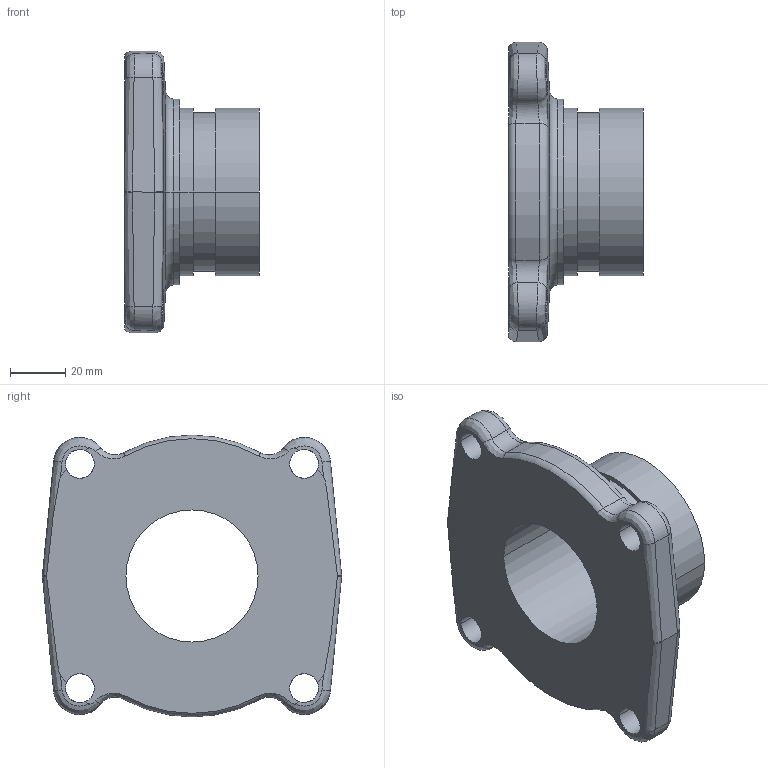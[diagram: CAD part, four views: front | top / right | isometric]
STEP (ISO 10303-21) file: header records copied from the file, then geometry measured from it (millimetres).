
FILE_DESCRIPTION((''),'2;1');
FILE_NAME('B18987_PRT','2006-12-13T',('work1'),(''),'PRO/ENGINEER BY PARAMETRIC TECHNOLOGY CORPORATION, 2005110','PRO/ENGINEER BY PARAMETRIC TECHNOLOGY CORPORATION, 2005110','');
FILE_SCHEMA(('CONFIG_CONTROL_DESIGN'));
Length unit declared in the file: inch
Products named in the file (1): B18987_PRT
Bounding box: 48.41 x 107.95 x 101.6 mm (x, y, z)
Volume: 147187.2 mm3; surface area: 35738.7 mm2
Topology: 1 solids, 1 shells, 81 faces, 202 edges, 122 vertices
Faces by surface type: bspline 32, cylinder 26, plane 9, cone 8, torus 6
Entity records: 4432 total; most frequent: CARTESIAN_POINT 2713, ORIENTED_EDGE 404, DIRECTION 276, EDGE_CURVE 202, VERTEX_POINT 122, AXIS2_PLACEMENT_3D 121, B_SPLINE_CURVE_WITH_KNOTS 96, EDGE_LOOP 90
